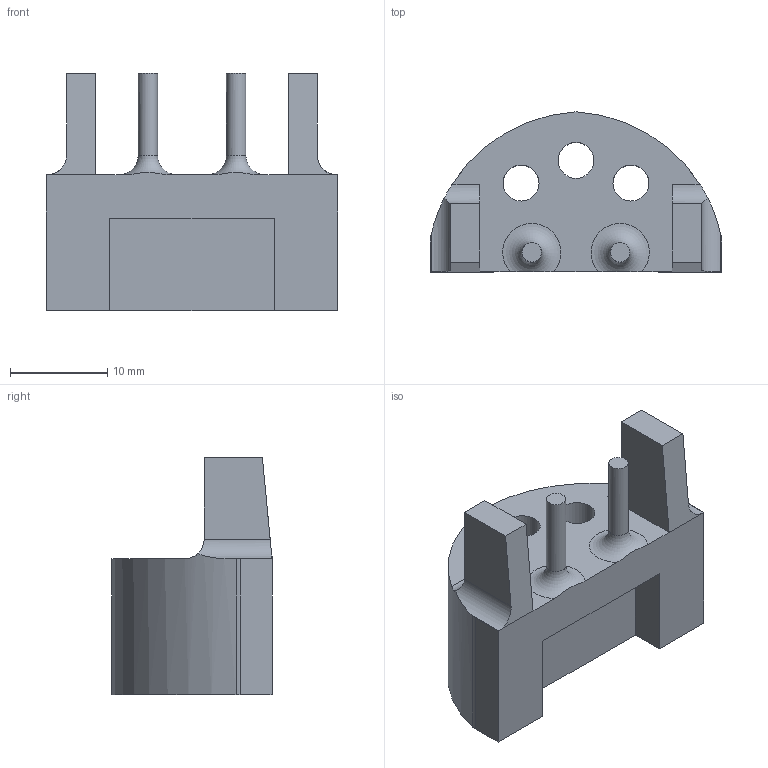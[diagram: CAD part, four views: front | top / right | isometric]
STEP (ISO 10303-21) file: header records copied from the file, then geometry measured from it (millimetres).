
FILE_DESCRIPTION(/* description */ (''),/* implementation_level */ '2;1');
FILE_NAME(/* name */ 'Limit Switch mount.stp',/* time_stamp */ '2017-12-14T06:33:24-08:00',/* author */ (''),/* organization */ ('Studica, Patent Pending'),/* preprocessor_version */ 'ST-DEVELOPER v16.13',/* originating_system */ 'Autodesk Inventor 2018',/* authorisation */ '');
FILE_SCHEMA (('AUTOMOTIVE_DESIGN { 1 0 10303 214 3 1 1 }'));
Length unit declared in the file: millimetre
Products named in the file (1): Limit Switch mount 1
Bounding box: 30 x 16.5 x 24.45 mm (x, y, z)
Volume: 4976.6 mm3; surface area: 2895.3 mm2
Topology: 1 solids, 1 shells, 38 faces, 102 edges, 66 vertices
Faces by surface type: plane 23, cylinder 13, torus 2
Full cylindrical faces by diameter (mm): 2 x2, 3.7 x3
Entity records: 1220 total; most frequent: CARTESIAN_POINT 248, DIRECTION 191, ORIENTED_EDGE 186, EDGE_CURVE 93, AXIS2_PLACEMENT_3D 67, VERTEX_POINT 64, LINE 57, VECTOR 57
